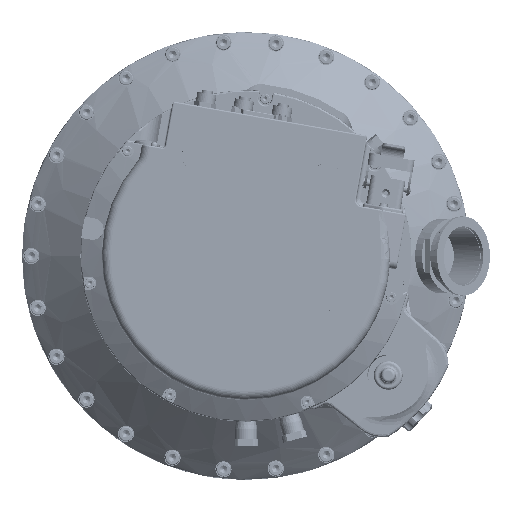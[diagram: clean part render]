
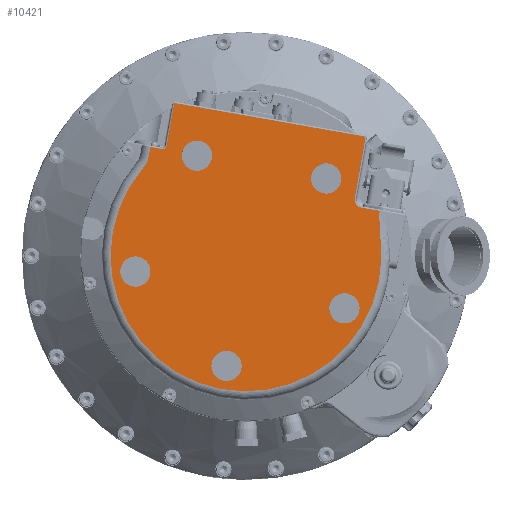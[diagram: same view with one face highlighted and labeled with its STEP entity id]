
A CAD part, front view. The second image highlights one B-rep face of the part: STEP entity #10421.
In plain terms, the highlighted planar face has unit normal (0, -1, 0).
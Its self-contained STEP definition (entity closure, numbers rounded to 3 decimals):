
#4858=CARTESIAN_POINT('',(83.145,-79.5,82.82));
#4859=VERTEX_POINT('',#4858);
#4885=CARTESIAN_POINT('',(-49.804,-79.5,106.263));
#4886=VERTEX_POINT('',#4885);
#4894=CARTESIAN_POINT('',(83.145,-79.5,82.82));
#4895=DIRECTION('',(-0.985,0.0,0.174));
#4896=VECTOR('',#4895,135.);
#4897=LINE('',#4894,#4896);
#4898=EDGE_CURVE('',#4859,#4886,#4897,.T.);
#5746=CARTESIAN_POINT('',(-66.368,-79.5,75.674));
#5747=VERTEX_POINT('',#5746);
#5790=CARTESIAN_POINT('',(-67.531,-79.5,69.077));
#5791=VERTEX_POINT('',#5790);
#5799=CARTESIAN_POINT('',(-66.368,-79.5,75.674));
#5800=DIRECTION('',(-0.174,0.0,-0.985));
#5801=VECTOR('',#5800,6.699);
#5802=LINE('',#5799,#5801);
#5803=EDGE_CURVE('',#5747,#5791,#5802,.T.);
#5822=CARTESIAN_POINT('',(-71.173,-79.5,61.403));
#5823=VERTEX_POINT('',#5822);
#5831=CARTESIAN_POINT('',(-83.288,-79.5,71.855));
#5832=DIRECTION('',(0.,1.,0.));
#5833=DIRECTION('',(-0.985,0.,0.174));
#5834=AXIS2_PLACEMENT_3D('',#5831,#5832,#5833);
#5835=CIRCLE('',#5834,16.0);
#5836=EDGE_CURVE('',#5791,#5823,#5835,.T.);
#5856=CARTESIAN_POINT('',(93.978,-79.5,-2.033));
#5857=VERTEX_POINT('',#5856);
#5865=CARTESIAN_POINT('',(0.,-79.5,0.));
#5866=DIRECTION('',(0.,-1.0,0.));
#5867=DIRECTION('',(-0.985,0.,0.174));
#5868=AXIS2_PLACEMENT_3D('',#5865,#5866,#5867);
#5869=CIRCLE('',#5868,94.);
#5870=EDGE_CURVE('',#5823,#5857,#5869,.T.);
#5933=CARTESIAN_POINT('',(92.924,-79.5,31.34));
#5934=VERTEX_POINT('',#5933);
#5947=CARTESIAN_POINT('',(93.978,-79.5,-2.033));
#5948=CARTESIAN_POINT('',(94.099,-79.5,3.552));
#5949=CARTESIAN_POINT('',(93.753,-79.5,9.128));
#5950=CARTESIAN_POINT('',(93.036,-79.5,17.466));
#5951=CARTESIAN_POINT('',(92.762,-79.5,20.244));
#5952=CARTESIAN_POINT('',(92.493,-79.5,24.419));
#5953=CARTESIAN_POINT('',(92.427,-79.5,25.815));
#5954=CARTESIAN_POINT('',(92.455,-79.5,28.593));
#5955=CARTESIAN_POINT('',(92.503,-79.5,29.98));
#5956=CARTESIAN_POINT('',(92.924,-79.5,31.34));
#5957=B_SPLINE_CURVE_WITH_KNOTS('',3,(#5947,#5948,#5949,#5950,#5951,#5952,#5953,#5954,#5955,#5956),.UNSPECIFIED.,.F.,.U.,(4,2,2,2,4),(0.0,0.5,0.75,0.875,1.0),.UNSPECIFIED.);
#5958=EDGE_CURVE('',#5857,#5934,#5957,.T.);
#6025=CARTESIAN_POINT('',(-58.489,-79.5,74.285));
#6026=VERTEX_POINT('',#6025);
#6027=CARTESIAN_POINT('',(-58.489,-79.5,74.285));
#6028=DIRECTION('',(-0.985,0.0,0.174));
#6029=VECTOR('',#6028,8.);
#6030=LINE('',#6027,#6029);
#6031=EDGE_CURVE('',#6026,#5747,#6030,.T.);
#6048=CARTESIAN_POINT('',(-55.014,-79.5,76.719));
#6049=VERTEX_POINT('',#6048);
#6067=CARTESIAN_POINT('',(-57.968,-79.5,77.24));
#6068=DIRECTION('',(0.,1.,0.));
#6069=DIRECTION('',(-0.985,0.,0.174));
#6070=AXIS2_PLACEMENT_3D('',#6067,#6068,#6069);
#6071=CIRCLE('',#6070,3.);
#6072=EDGE_CURVE('',#6049,#6026,#6071,.T.);
#6082=CARTESIAN_POINT('',(-49.804,-79.5,106.263));
#6083=DIRECTION('',(-0.174,0.,-0.985));
#6084=VECTOR('',#6083,30.);
#6085=LINE('',#6082,#6084);
#6086=EDGE_CURVE('',#4886,#6049,#6085,.T.);
#6881=CARTESIAN_POINT('',(-87.086,-79.5,-8.963));
#6882=VERTEX_POINT('',#6881);
#6883=CARTESIAN_POINT('',(-76.746,-79.5,-10.786));
#6884=DIRECTION('',(0.,-1.0,0.));
#6885=DIRECTION('',(-0.985,0.,0.174));
#6886=AXIS2_PLACEMENT_3D('',#6883,#6884,#6885);
#6887=CIRCLE('',#6886,10.5);
#6888=EDGE_CURVE('',#6882,#6882,#6887,.T.);
#6921=CARTESIAN_POINT('',(-44.314,-79.5,71.48));
#6922=VERTEX_POINT('',#6921);
#6923=CARTESIAN_POINT('',(-33.974,-79.5,69.657));
#6924=DIRECTION('',(0.,-1.0,0.));
#6925=DIRECTION('',(-0.985,0.,0.174));
#6926=AXIS2_PLACEMENT_3D('',#6923,#6924,#6925);
#6927=CIRCLE('',#6926,10.5);
#6928=EDGE_CURVE('',#6922,#6922,#6927,.T.);
#6961=CARTESIAN_POINT('',(45.408,-79.5,55.659));
#6962=VERTEX_POINT('',#6961);
#6963=CARTESIAN_POINT('',(55.749,-79.5,53.836));
#6964=DIRECTION('',(0.,-1.0,0.));
#6965=DIRECTION('',(-0.985,0.,0.174));
#6966=AXIS2_PLACEMENT_3D('',#6963,#6964,#6965);
#6967=CIRCLE('',#6966,10.5);
#6968=EDGE_CURVE('',#6962,#6962,#6967,.T.);
#7001=CARTESIAN_POINT('',(58.088,-79.5,-34.561));
#7002=VERTEX_POINT('',#7001);
#7003=CARTESIAN_POINT('',(68.428,-79.5,-36.384));
#7004=DIRECTION('',(0.,-1.0,0.));
#7005=DIRECTION('',(-0.985,0.,0.174));
#7006=AXIS2_PLACEMENT_3D('',#7003,#7004,#7005);
#7007=CIRCLE('',#7006,10.5);
#7008=EDGE_CURVE('',#7002,#7002,#7007,.T.);
#7078=CARTESIAN_POINT('',(-23.798,-79.5,-74.499));
#7079=VERTEX_POINT('',#7078);
#7080=CARTESIAN_POINT('',(-13.458,-79.5,-76.323));
#7081=DIRECTION('',(0.,-1.0,0.));
#7082=DIRECTION('',(-0.985,0.,0.174));
#7083=AXIS2_PLACEMENT_3D('',#7080,#7081,#7082);
#7084=CIRCLE('',#7083,10.5);
#7085=EDGE_CURVE('',#7079,#7079,#7084,.T.);
#9088=CARTESIAN_POINT('',(75.591,-79.5,39.981));
#9089=VERTEX_POINT('',#9088);
#9090=CARTESIAN_POINT('',(75.591,-79.5,39.981));
#9091=DIRECTION('',(0.174,0.,0.985));
#9092=VECTOR('',#9091,43.5);
#9093=LINE('',#9090,#9092);
#9094=EDGE_CURVE('',#9089,#4859,#9093,.T.);
#9111=CARTESIAN_POINT('',(80.052,-79.5,33.61));
#9112=VERTEX_POINT('',#9111);
#9130=CARTESIAN_POINT('',(81.007,-79.5,39.026));
#9131=DIRECTION('',(0.,1.0,0.));
#9132=DIRECTION('',(-0.985,0.,0.174));
#9133=AXIS2_PLACEMENT_3D('',#9130,#9131,#9132);
#9134=CIRCLE('',#9133,5.5);
#9135=EDGE_CURVE('',#9112,#9089,#9134,.T.);
#9145=CARTESIAN_POINT('',(92.924,-79.5,31.34));
#9146=DIRECTION('',(-0.985,0.0,0.174));
#9147=VECTOR('',#9146,13.07);
#9148=LINE('',#9145,#9147);
#9149=EDGE_CURVE('',#5934,#9112,#9148,.T.);
#10388=CARTESIAN_POINT('',(-50.615,-79.5,107.421));
#10389=DIRECTION('',(0.0,-1.0,0.0));
#10390=DIRECTION('',(0.0,0.0,-1.0));
#10391=AXIS2_PLACEMENT_3D('',#10388,#10389,#10390);
#10392=PLANE('',#10391);
#10393=ORIENTED_EDGE('',*,*,#9094,.T.);
#10394=ORIENTED_EDGE('',*,*,#4898,.T.);
#10395=ORIENTED_EDGE('',*,*,#6086,.T.);
#10396=ORIENTED_EDGE('',*,*,#6072,.T.);
#10397=ORIENTED_EDGE('',*,*,#6031,.T.);
#10398=ORIENTED_EDGE('',*,*,#5803,.T.);
#10399=ORIENTED_EDGE('',*,*,#5836,.T.);
#10400=ORIENTED_EDGE('',*,*,#5870,.T.);
#10401=ORIENTED_EDGE('',*,*,#5958,.T.);
#10402=ORIENTED_EDGE('',*,*,#9149,.T.);
#10403=ORIENTED_EDGE('',*,*,#9135,.T.);
#10404=EDGE_LOOP('',(#10393,#10394,#10395,#10396,#10397,#10398,#10399,#10400,#10401,#10402,#10403));
#10405=FACE_OUTER_BOUND('',#10404,.T.);
#10406=ORIENTED_EDGE('',*,*,#6888,.F.);
#10407=EDGE_LOOP('',(#10406));
#10408=FACE_BOUND('',#10407,.T.);
#10409=ORIENTED_EDGE('',*,*,#6928,.F.);
#10410=EDGE_LOOP('',(#10409));
#10411=FACE_BOUND('',#10410,.T.);
#10412=ORIENTED_EDGE('',*,*,#6968,.F.);
#10413=EDGE_LOOP('',(#10412));
#10414=FACE_BOUND('',#10413,.T.);
#10415=ORIENTED_EDGE('',*,*,#7008,.F.);
#10416=EDGE_LOOP('',(#10415));
#10417=FACE_BOUND('',#10416,.T.);
#10418=ORIENTED_EDGE('',*,*,#7085,.F.);
#10419=EDGE_LOOP('',(#10418));
#10420=FACE_BOUND('',#10419,.T.);
#10421=ADVANCED_FACE('',(#10405,#10408,#10411,#10414,#10417,#10420),#10392,.T.);
